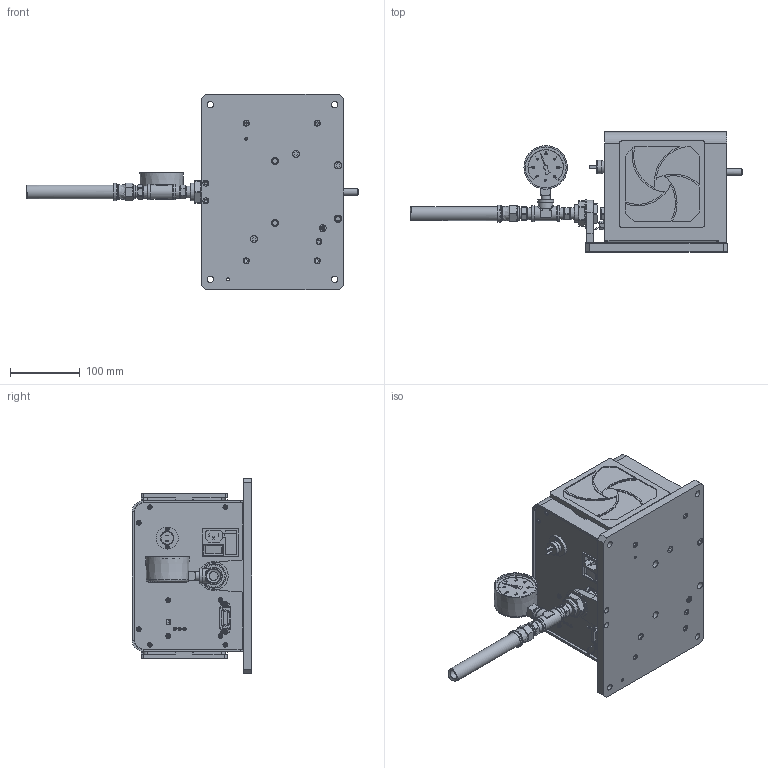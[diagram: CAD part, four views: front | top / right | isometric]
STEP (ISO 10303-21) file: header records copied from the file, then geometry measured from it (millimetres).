
FILE_DESCRIPTION (( 'STEP AP203' ), '1' );
FILE_NAME ('HD-510-0100_B_EF (2).STEP', '2019-10-18T12:57:12', ( '' ), ( '' ), 'SwSTEP 2.0', 'SolidWorks 2018', '' );
FILE_SCHEMA (( 'CONFIG_CONTROL_DESIGN' ));
Length unit declared in the file: millimetre
Products named in the file (1): HD-510-0100_B_EF (2)
Bounding box: 474.95 x 171.45 x 279.4 mm (x, y, z)
Surface area: 473338.1 mm2 (no closed solid volume)
Topology: 0 solids, 96 shells, 776 faces, 3138 edges, 2429 vertices
Faces by surface type: plane 425, cylinder 228, torus 51, bspline 39, cone 33
Full cylindrical faces by diameter (mm): 0.889 x12, 4.039 x2, 4.763 x3, 5.563 x1, 5.715 x3, 6.655 x16, 8.433 x7, 9 x4, 9.525 x1, 9.906 x1, 10.312 x7, 12.7 x1, 13.335 x1, 15.621 x1, 15.867 x1, 16.51 x1, 17.145 x4, 17.399 x1, 17.462 x1, 17.78 x1, 19.05 x2, 19.812 x1, 20.828 x2, 22.225 x1, 22.606 x3, 24.511 x1, 25.4 x1, 28.575 x1, 28.753 x1, 31.623 x1
Entity records: 35751 total; most frequent: CARTESIAN_POINT 11371, DIRECTION 4713, ORIENTED_EDGE 4129, EDGE_CURVE 2946, VERTEX_POINT 2385, VECTOR 1755, LINE 1755, AXIS2_PLACEMENT_3D 1479
